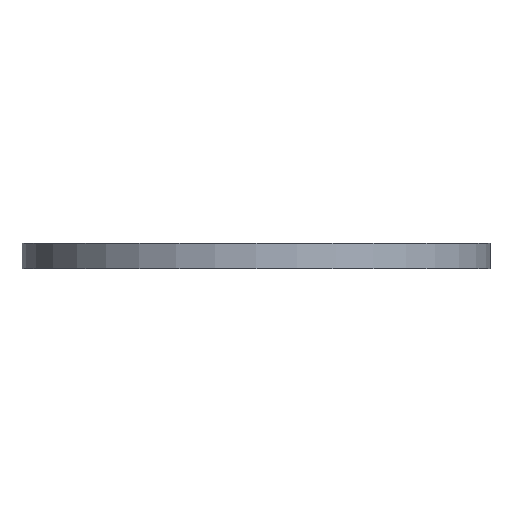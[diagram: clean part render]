
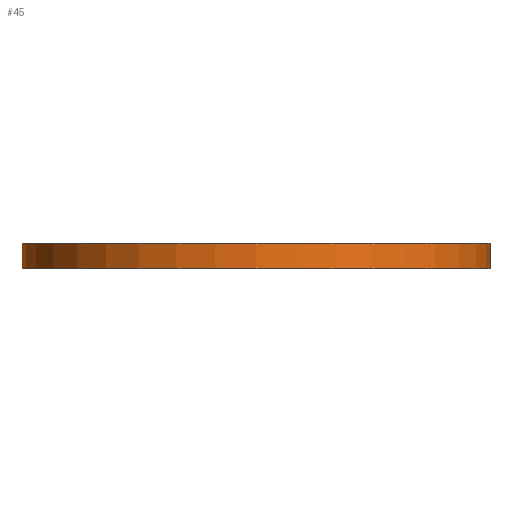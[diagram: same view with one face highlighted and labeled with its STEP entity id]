
A CAD part, front view. The second image highlights one B-rep face of the part: STEP entity #45.
In plain terms, the highlighted cylindrical face has radius 43.5 mm (diameter 87 mm), a partial arc.
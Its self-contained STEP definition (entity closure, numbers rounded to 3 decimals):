
#19 = EDGE_CURVE ( 'NONE', #39, #860, #85, .T. ) ;
#39 = VERTEX_POINT ( 'NONE', #1194 ) ;
#45 = ADVANCED_FACE ( 'NONE', ( #780 ), #671, .T. ) ;
#78 = EDGE_CURVE ( 'NONE', #860, #920, #1014, .T. ) ;
#85 = LINE ( 'NONE', #620, #768 ) ;
#225 = EDGE_CURVE ( 'NONE', #39, #1149, #661, .T. ) ;
#332 = DIRECTION ( 'NONE',  ( 1., 0., 0. ) ) ;
#382 = CARTESIAN_POINT ( 'NONE',  ( -43.5, 0., 0. ) ) ;
#406 = AXIS2_PLACEMENT_3D ( 'NONE', #772, #861, #876 ) ;
#430 = ORIENTED_EDGE ( 'NONE', *, *, #19, .T. ) ;
#493 = ORIENTED_EDGE ( 'NONE', *, *, #78, .T. ) ;
#566 = ORIENTED_EDGE ( 'NONE', *, *, #1325, .F. ) ;
#586 = DIRECTION ( 'NONE',  ( 1., 0., 0. ) ) ;
#591 = CARTESIAN_POINT ( 'NONE',  ( 0., 0., 4.75 ) ) ;
#620 = CARTESIAN_POINT ( 'NONE',  ( -43.5, 0., 4.75 ) ) ;
#661 = CIRCLE ( 'NONE', #977, 43.5 ) ;
#671 = CYLINDRICAL_SURFACE ( 'NONE', #406, 43.5 ) ;
#701 = EDGE_LOOP ( 'NONE', ( #566, #922, #430, #493 ) ) ;
#738 = LINE ( 'NONE', #744, #1366 ) ;
#744 = CARTESIAN_POINT ( 'NONE',  ( 43.5, 0., 4.75 ) ) ;
#768 = VECTOR ( 'NONE', #1050, 1000. ) ;
#772 = CARTESIAN_POINT ( 'NONE',  ( 0., 0., 4.75 ) ) ;
#780 = FACE_OUTER_BOUND ( 'NONE', #701, .T. ) ;
#860 = VERTEX_POINT ( 'NONE', #382 ) ;
#861 = DIRECTION ( 'NONE',  ( 0., 0., -1. ) ) ;
#867 = DIRECTION ( 'NONE',  ( 0., 0., 1. ) ) ;
#876 = DIRECTION ( 'NONE',  ( -1., 0., 0. ) ) ;
#920 = VERTEX_POINT ( 'NONE', #962 ) ;
#922 = ORIENTED_EDGE ( 'NONE', *, *, #225, .F. ) ;
#962 = CARTESIAN_POINT ( 'NONE',  ( 43.5, 0., 0. ) ) ;
#977 = AXIS2_PLACEMENT_3D ( 'NONE', #591, #1016, #586 ) ;
#1014 = CIRCLE ( 'NONE', #1135, 43.5 ) ;
#1016 = DIRECTION ( 'NONE',  ( 0., 0., 1. ) ) ;
#1050 = DIRECTION ( 'NONE',  ( 0., 0., -1. ) ) ;
#1135 = AXIS2_PLACEMENT_3D ( 'NONE', #1306, #867, #332 ) ;
#1149 = VERTEX_POINT ( 'NONE', #1210 ) ;
#1194 = CARTESIAN_POINT ( 'NONE',  ( -43.5, 0., 4.75 ) ) ;
#1201 = DIRECTION ( 'NONE',  ( 0., 0., -1. ) ) ;
#1210 = CARTESIAN_POINT ( 'NONE',  ( 43.5, 0., 4.75 ) ) ;
#1306 = CARTESIAN_POINT ( 'NONE',  ( 0., 0., 0. ) ) ;
#1325 = EDGE_CURVE ( 'NONE', #1149, #920, #738, .T. ) ;
#1366 = VECTOR ( 'NONE', #1201, 1000. ) ;
